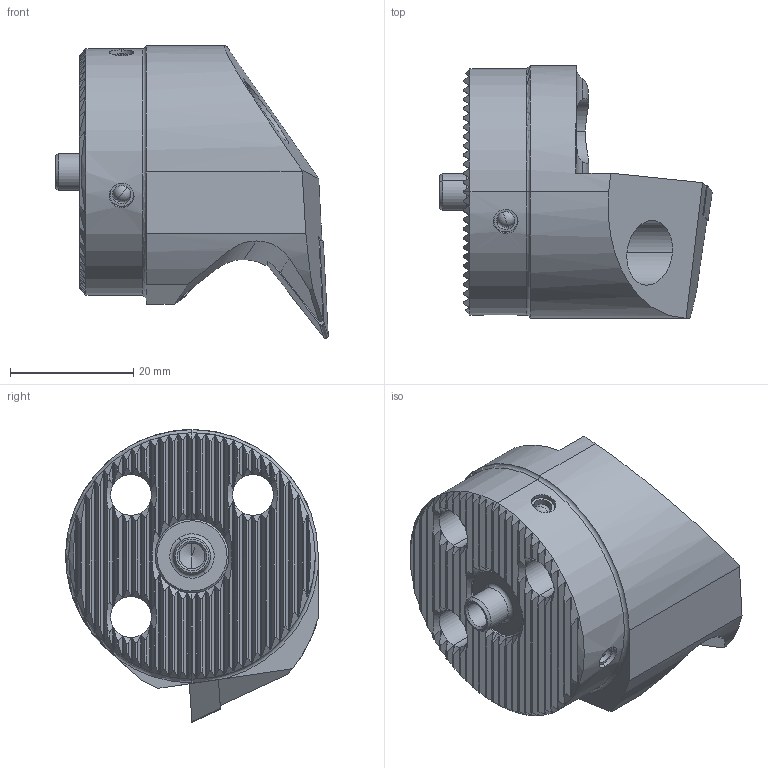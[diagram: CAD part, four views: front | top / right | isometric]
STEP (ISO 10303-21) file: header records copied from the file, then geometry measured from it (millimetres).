
FILE_DESCRIPTION (( 'STEP AP214' ), '1' );
FILE_NAME ('WK1.BVB.RUC.040.STEP', '2023-11-13T15:29:38', ( '' ), ( '' ), 'SwSTEP 2.0', 'SolidWorks 2017', '' );
FILE_SCHEMA (( 'AUTOMOTIVE_DESIGN' ));
Length unit declared in the file: millimetre
Products named in the file (7): WCB-ER2.001.009_B; WK2-ER1.001.012_C_Fertigbearbeitung; VCMT160404; WK1-BVB.RUC.040_A_Fertigbearbeitung; WK1.BVB.RUC.040; WKX-ER1.004.005_A_PreviewCfg; KVT_MB_600_040
Assembly tree (8 placements, depth 2):
  WK1.BVB.RUC.040
    WK1-BVB.RUC.040_A_Fertigbearbeitung
    KVT_MB_600_040  x2
    VCMT160404
    WKX-ER1.004.005_A_PreviewCfg  x2
    WK2-ER1.001.012_C_Fertigbearbeitung
    WCB-ER2.001.009_B
Bounding box: 44.2 x 41 x 47.5 mm (x, y, z)
Volume: 28938.9 mm3; surface area: 12113.4 mm2
Topology: 10 solids, 10 shells, 573 faces, 1547 edges, 976 vertices
Faces by surface type: plane 220, cylinder 203, cone 114, bspline 16, torus 14, sphere 6
Entity records: 19224 total; most frequent: CARTESIAN_POINT 6111, ORIENTED_EDGE 2846, DIRECTION 2229, EDGE_CURVE 1423, VERTEX_POINT 913, AXIS2_PLACEMENT_3D 851, EDGE_LOOP 544, LINE 527
